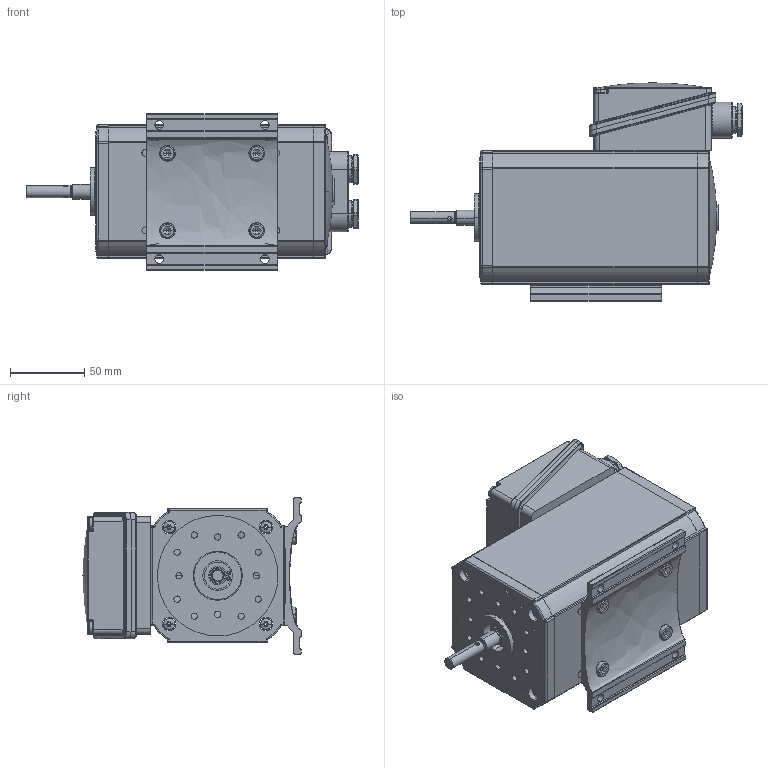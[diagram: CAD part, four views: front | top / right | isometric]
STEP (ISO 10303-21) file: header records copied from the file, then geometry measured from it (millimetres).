
FILE_DESCRIPTION(('STEP AP214'),'1');
FILE_NAME('tmp0.STP','2015-04-07T09:46:58',(' '),(' '),'Spatial InterOp 3D',' ',' ');
FILE_SCHEMA(('automotive_design'));
Length unit declared in the file: millimetre
Products named in the file (885): NONE; 2; 1
Bounding box: 223.05 x 146.5 x 105 mm (x, y, z)
Volume: 18150 mm3; surface area: 154335.2 mm2
Topology: 2 solids, 885 shells, 895 faces, 4159 edges, 4126 vertices
Faces by surface type: plane 388, cylinder 335, sphere 48, torus 46, bspline 44, cone 34
Entity records: 76976 total; most frequent: CARTESIAN_POINT 15180, DIRECTION 8737, ORIENTED_EDGE 4158, EDGE_CURVE 4134, VERTEX_POINT 4126, AXIS2_PLACEMENT_3D 3317, LINE 2103, VECTOR 2103
